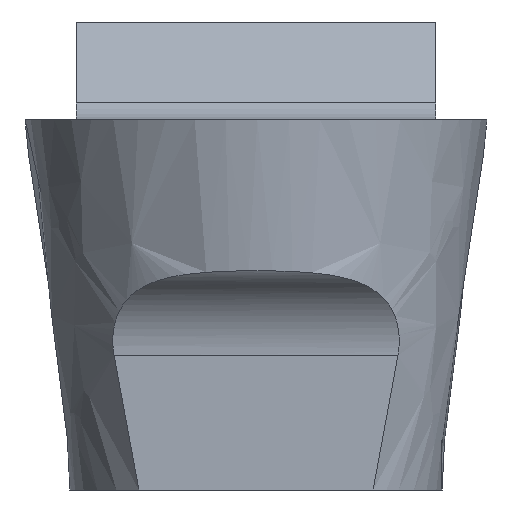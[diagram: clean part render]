
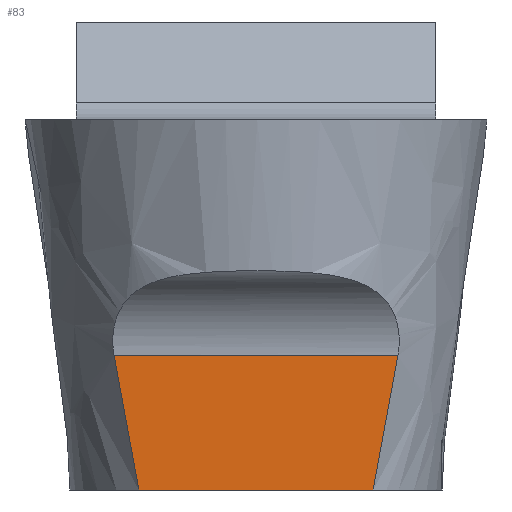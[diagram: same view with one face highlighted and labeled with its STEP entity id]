
A CAD part, front view. The second image highlights one B-rep face of the part: STEP entity #83.
In plain terms, the highlighted planar face has unit normal (0, -1, 0).
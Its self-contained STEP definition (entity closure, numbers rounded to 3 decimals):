
#83=ADVANCED_FACE('',(#137),#107,.T.);
#107=PLANE('',#700);
#137=FACE_OUTER_BOUND('',#169,.T.);
#169=EDGE_LOOP('',(#461,#462,#463,#464));
#179=LINE('',#884,#239);
#231=LINE('',#1394,#291);
#239=VECTOR('',#716,1.);
#291=VECTOR('',#820,1.);
#461=ORIENTED_EDGE('',*,*,#555,.T.);
#462=ORIENTED_EDGE('',*,*,#621,.T.);
#463=ORIENTED_EDGE('',*,*,#559,.T.);
#464=ORIENTED_EDGE('',*,*,#542,.F.);
#482=VERTEX_POINT('',#883);
#483=VERTEX_POINT('',#885);
#493=VERTEX_POINT('',#1024);
#496=VERTEX_POINT('',#1052);
#542=EDGE_CURVE('',#482,#483,#179,.T.);
#555=EDGE_CURVE('',#482,#493,#639,.T.);
#559=EDGE_CURVE('',#496,#483,#641,.T.);
#621=EDGE_CURVE('',#493,#496,#231,.T.);
#639=B_SPLINE_CURVE_WITH_KNOTS('',3,(#1020,#1021,#1022,#1023),
 .UNSPECIFIED.,.F.,.F.,(4,4),(0.,1.),.UNSPECIFIED.);
#641=B_SPLINE_CURVE_WITH_KNOTS('',3,(#1048,#1049,#1050,#1051),
 .UNSPECIFIED.,.F.,.F.,(4,4),(0.,1.),.UNSPECIFIED.);
#700=AXIS2_PLACEMENT_3D('',#1395,#821,#822);
#716=DIRECTION('',(-1.,0.,0.));
#820=DIRECTION('',(-1.,0.,0.));
#821=DIRECTION('',(0.,-1.,0.));
#822=DIRECTION('',(0.,0.,-1.));
#883=CARTESIAN_POINT('',(2.022,0.5,-6.389));
#884=CARTESIAN_POINT('',(-3.1,0.5,-6.389));
#885=CARTESIAN_POINT('',(-2.022,0.5,-6.389));
#1020=CARTESIAN_POINT('',(2.022,0.5,-6.389));
#1021=CARTESIAN_POINT('',(2.173,0.5,-5.618));
#1022=CARTESIAN_POINT('',(2.314,0.5,-4.844));
#1023=CARTESIAN_POINT('',(2.45,0.5,-4.07));
#1024=CARTESIAN_POINT('',(2.45,0.5,-4.07));
#1048=CARTESIAN_POINT('',(-2.45,0.5,-4.07));
#1049=CARTESIAN_POINT('',(-2.314,0.5,-4.844));
#1050=CARTESIAN_POINT('',(-2.173,0.5,-5.618));
#1051=CARTESIAN_POINT('',(-2.022,0.5,-6.389));
#1052=CARTESIAN_POINT('',(-2.45,0.5,-4.07));
#1394=CARTESIAN_POINT('',(10.,0.5,-4.07));
#1395=CARTESIAN_POINT('',(10.,0.5,-14.07));
